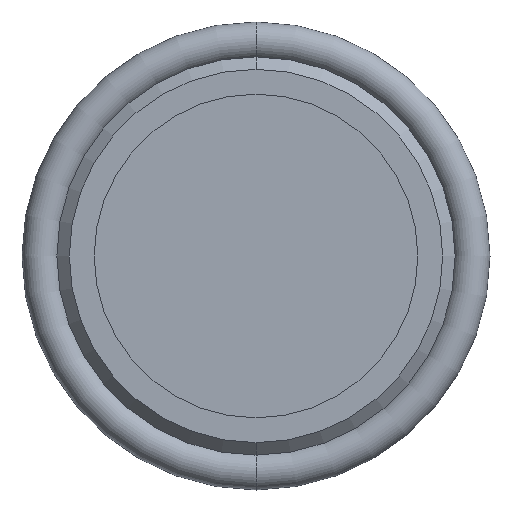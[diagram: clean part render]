
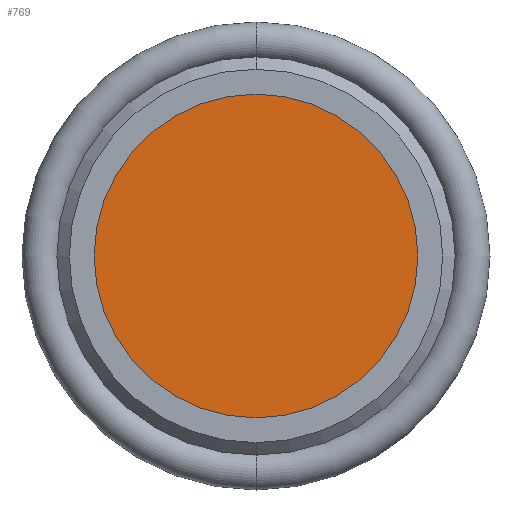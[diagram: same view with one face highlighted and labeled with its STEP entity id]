
A CAD part, front view. The second image highlights one B-rep face of the part: STEP entity #769.
In plain terms, the highlighted planar face has unit normal (0, -1, 0).
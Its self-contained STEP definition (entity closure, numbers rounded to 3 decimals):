
#21 = AXIS2_PLACEMENT_3D ( 'NONE', #403, #402, #401 ) ;
#50 = AXIS2_PLACEMENT_3D ( 'NONE', #216, #215, #214 ) ;
#54 = FACE_OUTER_BOUND ( 'NONE', #597, .T. ) ;
#118 = AXIS2_PLACEMENT_3D ( 'NONE', #310, #309, #308 ) ;
#214 = DIRECTION ( 'NONE',  ( 0., 0., -1. ) ) ;
#215 = DIRECTION ( 'NONE',  ( 0., -1., 0. ) ) ;
#216 = CARTESIAN_POINT ( 'NONE',  ( -6.5, -1.5, 0. ) ) ;
#217 = PLANE ( 'NONE',  #50 ) ;
#308 = DIRECTION ( 'NONE',  ( 0., 0., 1. ) ) ;
#309 = DIRECTION ( 'NONE',  ( 0., 1., 0. ) ) ;
#310 = CARTESIAN_POINT ( 'NONE',  ( 0., -1.5, 0. ) ) ;
#401 = DIRECTION ( 'NONE',  ( 0., 0., 1. ) ) ;
#402 = DIRECTION ( 'NONE',  ( 0., 1., 0. ) ) ;
#403 = CARTESIAN_POINT ( 'NONE',  ( 0., -1.5, 0. ) ) ;
#459 = CARTESIAN_POINT ( 'NONE',  ( 0., -1.5, 6.5 ) ) ;
#460 = CARTESIAN_POINT ( 'NONE',  ( 0., -1.5, -6.5 ) ) ;
#540 = ORIENTED_EDGE ( 'NONE', *, *, #740, .F. ) ;
#542 = ORIENTED_EDGE ( 'NONE', *, *, #709, .F. ) ;
#597 = EDGE_LOOP ( 'NONE', ( #540, #542 ) ) ;
#613 = VERTEX_POINT ( 'NONE', #460 ) ;
#614 = VERTEX_POINT ( 'NONE', #459 ) ;
#646 = CIRCLE ( 'NONE', #118, 6.5 ) ;
#694 = CIRCLE ( 'NONE', #21, 6.5 ) ;
#709 = EDGE_CURVE ( 'NONE', #613, #614, #694, .T. ) ;
#740 = EDGE_CURVE ( 'NONE', #614, #613, #646, .T. ) ;
#769 = ADVANCED_FACE ( 'NONE', ( #54 ), #217, .T. ) ;
